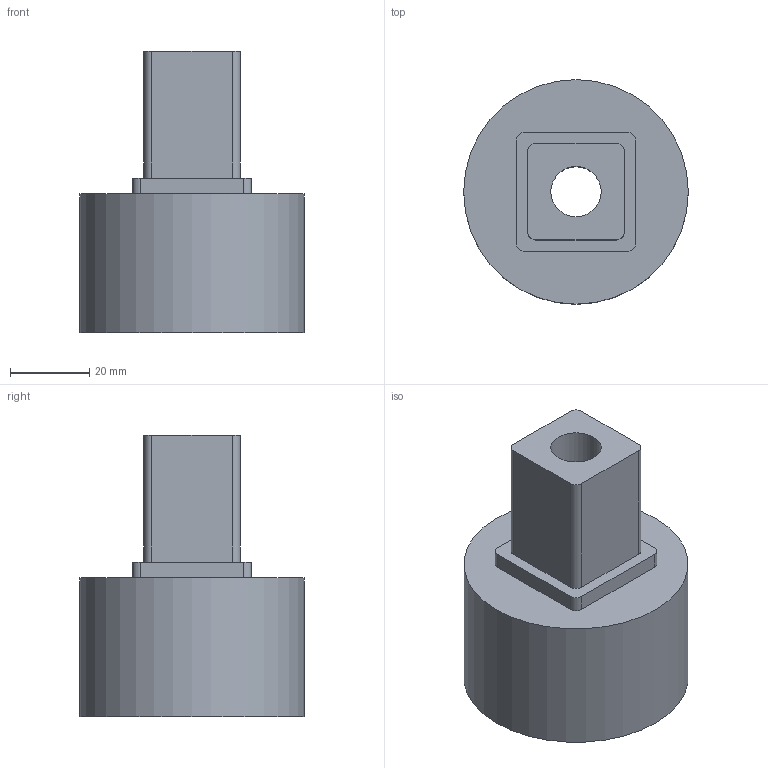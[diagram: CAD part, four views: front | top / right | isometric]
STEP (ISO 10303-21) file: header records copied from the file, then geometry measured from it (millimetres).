
FILE_DESCRIPTION(/* description */ (''),/* implementation_level */ '2;1');
FILE_NAME(/* name */ 'Adaptateur roue Peg Perego v9.step',/* time_stamp */ '2022-02-19T16:09:20+01:00',/* author */ (''),/* organization */ (''),/* preprocessor_version */ 'ST-DEVELOPER v18.1',/* originating_system */ 'Autodesk Translation Framework v10.13.0.1454',/* authorisation */ '');
FILE_SCHEMA (('AUTOMOTIVE_DESIGN { 1 0 10303 214 3 1 1 }'));
Length unit declared in the file: millimetre
Products named in the file (1): Adaptateur roue Peg Perego
Bounding box: 56.6 x 56.6 x 71 mm (x, y, z)
Volume: 81634.8 mm3; surface area: 19284.5 mm2
Topology: 1 solids, 1 shells, 39 faces, 102 edges, 68 vertices
Faces by surface type: plane 25, cylinder 14
Full cylindrical faces by diameter (mm): 12.7 x1, 56.6 x1
Entity records: 1241 total; most frequent: DIRECTION 210, CARTESIAN_POINT 210, ORIENTED_EDGE 204, EDGE_CURVE 102, LINE 74, VECTOR 74, VERTEX_POINT 68, AXIS2_PLACEMENT_3D 68
